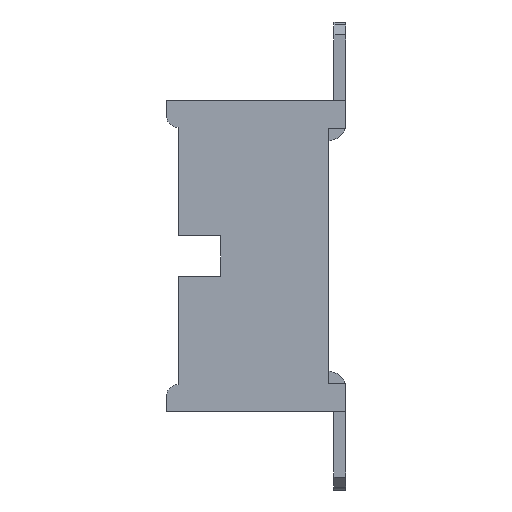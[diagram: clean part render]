
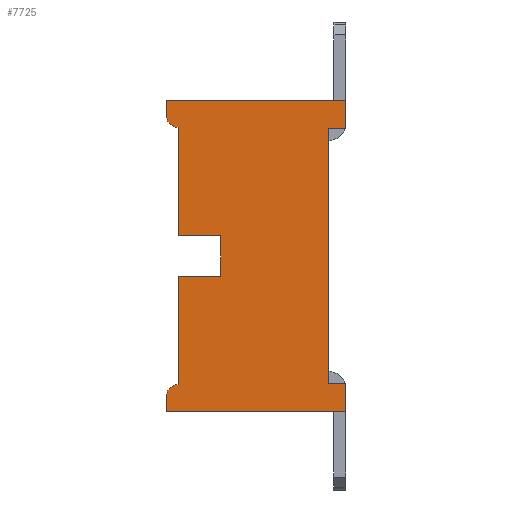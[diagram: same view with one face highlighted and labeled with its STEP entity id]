
A CAD part, left-side view. The second image highlights one B-rep face of the part: STEP entity #7725.
In plain terms, the highlighted planar face has unit normal (-1, 0, 0).
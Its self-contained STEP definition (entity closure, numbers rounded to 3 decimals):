
#5 = EDGE_CURVE ( 'NONE', #1323, #6079, #6170, .T. ) ;
#99 = DIRECTION ( 'NONE',  ( 0., 0., 1. ) ) ;
#108 = ORIENTED_EDGE ( 'NONE', *, *, #3514, .T. ) ;
#159 = EDGE_CURVE ( 'NONE', #921, #691, #626, .T. ) ;
#208 = CARTESIAN_POINT ( 'NONE',  ( -9.96, 2.15, 0.26 ) ) ;
#238 = CARTESIAN_POINT ( 'NONE',  ( -9.96, 1.6, -0.26 ) ) ;
#292 = CARTESIAN_POINT ( 'NONE',  ( -9.96, 0., -2. ) ) ;
#330 = ORIENTED_EDGE ( 'NONE', *, *, #5329, .T. ) ;
#339 = VECTOR ( 'NONE', #99, 1000. ) ;
#364 = EDGE_LOOP ( 'NONE', ( #1492, #330, #6266, #108, #1559, #8414, #5525, #8136, #4707, #4643, #4141, #4879, #8462, #5793, #7627, #8981 ) ) ;
#399 = AXIS2_PLACEMENT_3D ( 'NONE', #8416, #3238, #4810 ) ;
#403 = VECTOR ( 'NONE', #9398, 1000. ) ;
#428 = VERTEX_POINT ( 'NONE', #8630 ) ;
#436 = CARTESIAN_POINT ( 'NONE',  ( -9.96, 0.215, 1.64 ) ) ;
#626 = LINE ( 'NONE', #6574, #403 ) ;
#688 = EDGE_CURVE ( 'NONE', #428, #6079, #9215, .T. ) ;
#691 = VERTEX_POINT ( 'NONE', #7066 ) ;
#831 = VECTOR ( 'NONE', #1679, 1000. ) ;
#907 = VERTEX_POINT ( 'NONE', #1736 ) ;
#912 = EDGE_CURVE ( 'NONE', #1615, #907, #6642, .T. ) ;
#921 = VERTEX_POINT ( 'NONE', #3960 ) ;
#977 = LINE ( 'NONE', #7534, #3076 ) ;
#1292 = LINE ( 'NONE', #3842, #5001 ) ;
#1323 = VERTEX_POINT ( 'NONE', #7709 ) ;
#1371 = LINE ( 'NONE', #6399, #7883 ) ;
#1388 = EDGE_CURVE ( 'NONE', #4701, #1628, #977, .T. ) ;
#1492 = ORIENTED_EDGE ( 'NONE', *, *, #6957, .T. ) ;
#1538 = VECTOR ( 'NONE', #2719, 1000. ) ;
#1559 = ORIENTED_EDGE ( 'NONE', *, *, #5, .T. ) ;
#1597 = VERTEX_POINT ( 'NONE', #7699 ) ;
#1615 = VERTEX_POINT ( 'NONE', #2470 ) ;
#1626 = CARTESIAN_POINT ( 'NONE',  ( -9.96, 0., 2. ) ) ;
#1628 = VERTEX_POINT ( 'NONE', #292 ) ;
#1679 = DIRECTION ( 'NONE',  ( 0., 1., 0. ) ) ;
#1711 = DIRECTION ( 'NONE',  ( 0., 0., 1. ) ) ;
#1713 = VECTOR ( 'NONE', #9147, 1000. ) ;
#1736 = CARTESIAN_POINT ( 'NONE',  ( -9.96, 2.15, 1.65 ) ) ;
#1880 = EDGE_CURVE ( 'NONE', #7451, #3480, #8495, .T. ) ;
#2176 = EDGE_CURVE ( 'NONE', #1597, #691, #9000, .T. ) ;
#2431 = EDGE_CURVE ( 'NONE', #1615, #428, #2608, .T. ) ;
#2470 = CARTESIAN_POINT ( 'NONE',  ( -9.96, 2.3, 1.8 ) ) ;
#2608 = LINE ( 'NONE', #3344, #1538 ) ;
#2659 = EDGE_CURVE ( 'NONE', #4701, #6922, #7992, .T. ) ;
#2700 = AXIS2_PLACEMENT_3D ( 'NONE', #6918, #4019, #4051 ) ;
#2719 = DIRECTION ( 'NONE',  ( 0., 0., 1. ) ) ;
#2810 = DIRECTION ( 'NONE',  ( 0., 0., 1. ) ) ;
#2970 = DIRECTION ( 'NONE',  ( 0., -1., 0. ) ) ;
#3076 = VECTOR ( 'NONE', #2970, 1000. ) ;
#3116 = CARTESIAN_POINT ( 'NONE',  ( -9.96, 0., 2. ) ) ;
#3124 = VECTOR ( 'NONE', #7185, 1000. ) ;
#3163 = DIRECTION ( 'NONE',  ( 0., 0., -1. ) ) ;
#3238 = DIRECTION ( 'NONE',  ( 1., 0., 0. ) ) ;
#3254 = CARTESIAN_POINT ( 'NONE',  ( -9.96, 2.15, 1.8 ) ) ;
#3344 = CARTESIAN_POINT ( 'NONE',  ( -9.96, 2.3, 2. ) ) ;
#3417 = VERTEX_POINT ( 'NONE', #9053 ) ;
#3480 = VERTEX_POINT ( 'NONE', #436 ) ;
#3514 = EDGE_CURVE ( 'NONE', #3480, #1323, #1292, .T. ) ;
#3804 = VECTOR ( 'NONE', #1711, 1000. ) ;
#3842 = CARTESIAN_POINT ( 'NONE',  ( -9.96, 0., 1.64 ) ) ;
#3960 = CARTESIAN_POINT ( 'NONE',  ( -9.96, 1.6, -0.26 ) ) ;
#4019 = DIRECTION ( 'NONE',  ( -1., 0., 0. ) ) ;
#4051 = DIRECTION ( 'NONE',  ( 0., 0., -1. ) ) ;
#4084 = EDGE_CURVE ( 'NONE', #5264, #907, #4330, .T. ) ;
#4088 = VECTOR ( 'NONE', #2810, 1000. ) ;
#4141 = ORIENTED_EDGE ( 'NONE', *, *, #7703, .F. ) ;
#4263 = LINE ( 'NONE', #238, #5439 ) ;
#4330 = LINE ( 'NONE', #208, #6778 ) ;
#4643 = ORIENTED_EDGE ( 'NONE', *, *, #6867, .F. ) ;
#4701 = VERTEX_POINT ( 'NONE', #7471 ) ;
#4707 = ORIENTED_EDGE ( 'NONE', *, *, #4084, .F. ) ;
#4810 = DIRECTION ( 'NONE',  ( 0., 0., -1. ) ) ;
#4879 = ORIENTED_EDGE ( 'NONE', *, *, #159, .T. ) ;
#5001 = VECTOR ( 'NONE', #8318, 1000. ) ;
#5057 = CIRCLE ( 'NONE', #2700, 0.15 ) ;
#5071 = CARTESIAN_POINT ( 'NONE',  ( -9.96, 1.6, 0.26 ) ) ;
#5260 = DIRECTION ( 'NONE',  ( 0., 0., 1. ) ) ;
#5264 = VERTEX_POINT ( 'NONE', #5539 ) ;
#5300 = CARTESIAN_POINT ( 'NONE',  ( -9.96, 2.3, 2. ) ) ;
#5329 = EDGE_CURVE ( 'NONE', #3417, #7451, #6635, .T. ) ;
#5414 = PLANE ( 'NONE',  #399 ) ;
#5439 = VECTOR ( 'NONE', #6813, 1000. ) ;
#5525 = ORIENTED_EDGE ( 'NONE', *, *, #2431, .F. ) ;
#5539 = CARTESIAN_POINT ( 'NONE',  ( -9.96, 2.15, 0.26 ) ) ;
#5691 = CARTESIAN_POINT ( 'NONE',  ( -9.96, 0.215, -1.64 ) ) ;
#5705 = CARTESIAN_POINT ( 'NONE',  ( -9.96, 0.215, -1.64 ) ) ;
#5715 = CARTESIAN_POINT ( 'NONE',  ( -9.96, 2.3, -1.8 ) ) ;
#5760 = CARTESIAN_POINT ( 'NONE',  ( -9.96, 2.15, -1.65 ) ) ;
#5793 = ORIENTED_EDGE ( 'NONE', *, *, #8383, .T. ) ;
#6079 = VERTEX_POINT ( 'NONE', #8394 ) ;
#6110 = DIRECTION ( 'NONE',  ( 0., 0., 1. ) ) ;
#6170 = LINE ( 'NONE', #1626, #9300 ) ;
#6266 = ORIENTED_EDGE ( 'NONE', *, *, #1880, .T. ) ;
#6399 = CARTESIAN_POINT ( 'NONE',  ( -9.96, 1.6, 0.26 ) ) ;
#6574 = CARTESIAN_POINT ( 'NONE',  ( -9.96, 1.6, -0.26 ) ) ;
#6635 = LINE ( 'NONE', #7738, #831 ) ;
#6642 = CIRCLE ( 'NONE', #9177, 0.15 ) ;
#6705 = FACE_OUTER_BOUND ( 'NONE', #364, .T. ) ;
#6778 = VECTOR ( 'NONE', #6110, 1000. ) ;
#6813 = DIRECTION ( 'NONE',  ( 0., 0., 1. ) ) ;
#6831 = LINE ( 'NONE', #3116, #339 ) ;
#6867 = EDGE_CURVE ( 'NONE', #8076, #5264, #1371, .T. ) ;
#6918 = CARTESIAN_POINT ( 'NONE',  ( -9.96, 2.15, -1.8 ) ) ;
#6922 = VERTEX_POINT ( 'NONE', #5715 ) ;
#6957 = EDGE_CURVE ( 'NONE', #1628, #3417, #6831, .T. ) ;
#7066 = CARTESIAN_POINT ( 'NONE',  ( -9.96, 2.15, -0.26 ) ) ;
#7185 = DIRECTION ( 'NONE',  ( 0., 0., 1. ) ) ;
#7451 = VERTEX_POINT ( 'NONE', #5705 ) ;
#7471 = CARTESIAN_POINT ( 'NONE',  ( -9.96, 2.3, -2. ) ) ;
#7534 = CARTESIAN_POINT ( 'NONE',  ( -9.96, 2.3, -2. ) ) ;
#7627 = ORIENTED_EDGE ( 'NONE', *, *, #2659, .F. ) ;
#7632 = DIRECTION ( 'NONE',  ( -1., 0., 0. ) ) ;
#7699 = CARTESIAN_POINT ( 'NONE',  ( -9.96, 2.15, -1.65 ) ) ;
#7703 = EDGE_CURVE ( 'NONE', #921, #8076, #4263, .T. ) ;
#7709 = CARTESIAN_POINT ( 'NONE',  ( -9.96, 0., 1.64 ) ) ;
#7725 = ADVANCED_FACE ( 'NONE', ( #6705 ), #5414, .F. ) ;
#7738 = CARTESIAN_POINT ( 'NONE',  ( -9.96, 0., -1.64 ) ) ;
#7812 = CARTESIAN_POINT ( 'NONE',  ( -9.96, 2.3, 2. ) ) ;
#7883 = VECTOR ( 'NONE', #9385, 1000. ) ;
#7992 = LINE ( 'NONE', #5300, #3804 ) ;
#8076 = VERTEX_POINT ( 'NONE', #5071 ) ;
#8136 = ORIENTED_EDGE ( 'NONE', *, *, #912, .T. ) ;
#8318 = DIRECTION ( 'NONE',  ( 0., -1., 0. ) ) ;
#8383 = EDGE_CURVE ( 'NONE', #1597, #6922, #5057, .T. ) ;
#8394 = CARTESIAN_POINT ( 'NONE',  ( -9.96, 0., 2. ) ) ;
#8414 = ORIENTED_EDGE ( 'NONE', *, *, #688, .F. ) ;
#8416 = CARTESIAN_POINT ( 'NONE',  ( -9.96, 2.3, 2. ) ) ;
#8462 = ORIENTED_EDGE ( 'NONE', *, *, #2176, .F. ) ;
#8495 = LINE ( 'NONE', #5691, #4088 ) ;
#8630 = CARTESIAN_POINT ( 'NONE',  ( -9.96, 2.3, 2. ) ) ;
#8981 = ORIENTED_EDGE ( 'NONE', *, *, #1388, .T. ) ;
#9000 = LINE ( 'NONE', #5760, #3124 ) ;
#9053 = CARTESIAN_POINT ( 'NONE',  ( -9.96, 0., -1.64 ) ) ;
#9147 = DIRECTION ( 'NONE',  ( 0., -1., 0. ) ) ;
#9177 = AXIS2_PLACEMENT_3D ( 'NONE', #3254, #7632, #3163 ) ;
#9215 = LINE ( 'NONE', #7812, #1713 ) ;
#9300 = VECTOR ( 'NONE', #5260, 1000. ) ;
#9385 = DIRECTION ( 'NONE',  ( 0., 1., 0. ) ) ;
#9398 = DIRECTION ( 'NONE',  ( 0., 1., 0. ) ) ;
